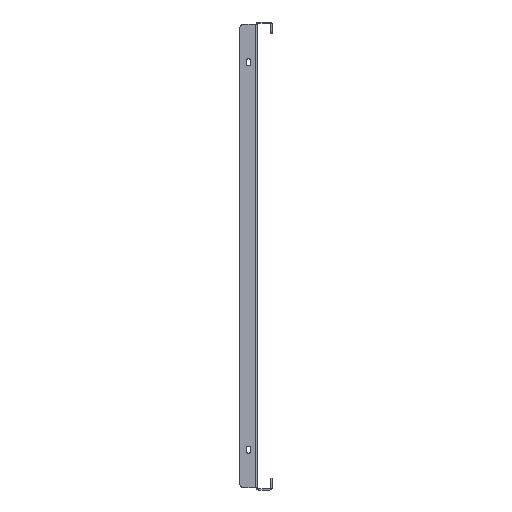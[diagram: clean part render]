
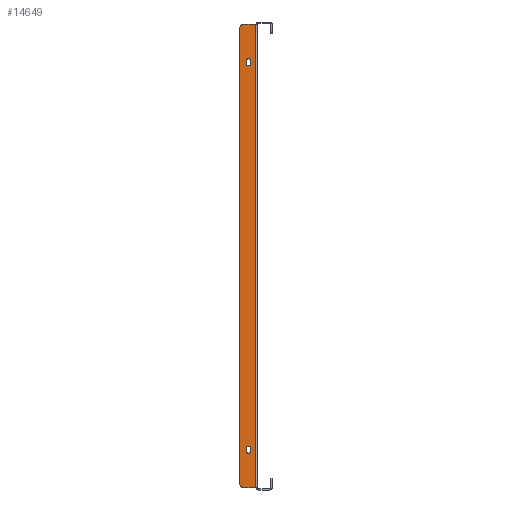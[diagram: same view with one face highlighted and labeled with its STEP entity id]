
A CAD part, left-side view. The second image highlights one B-rep face of the part: STEP entity #14649.
In plain terms, the highlighted planar face has unit normal (-1, 0, 0).
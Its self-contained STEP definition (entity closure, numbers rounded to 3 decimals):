
#37 = DIRECTION ( 'NONE',  ( 0., -1., 0. ) ) ;
#204 = CARTESIAN_POINT ( 'NONE',  ( -196., 7.25, -245.25 ) ) ;
#245 = CARTESIAN_POINT ( 'NONE',  ( -196., 12.75, 245.25 ) ) ;
#359 = CARTESIAN_POINT ( 'NONE',  ( -196., 12.75, -245.25 ) ) ;
#714 = ORIENTED_EDGE ( 'NONE', *, *, #5536, .F. ) ;
#808 = AXIS2_PLACEMENT_3D ( 'NONE', #1373, #10784, #37 ) ;
#870 = ORIENTED_EDGE ( 'NONE', *, *, #1265, .F. ) ;
#970 = VECTOR ( 'NONE', #4692, 1000. ) ;
#1080 = EDGE_CURVE ( 'NONE', #7219, #6193, #9292, .T. ) ;
#1099 = LINE ( 'NONE', #204, #11411 ) ;
#1265 = EDGE_CURVE ( 'NONE', #9156, #7801, #14904, .T. ) ;
#1357 = CARTESIAN_POINT ( 'NONE',  ( -196., 7.25, 248.75 ) ) ;
#1373 = CARTESIAN_POINT ( 'NONE',  ( -196., 16., -290.5 ) ) ;
#1527 = ORIENTED_EDGE ( 'NONE', *, *, #3503, .F. ) ;
#1959 = LINE ( 'NONE', #5487, #12902 ) ;
#2101 = CIRCLE ( 'NONE', #8867, 2.75 ) ;
#2254 = DIRECTION ( 'NONE',  ( 0., 0., 1. ) ) ;
#2329 = DIRECTION ( 'NONE',  ( -1., 0., 0. ) ) ;
#2347 = CIRCLE ( 'NONE', #10629, 2.75 ) ;
#2409 = ORIENTED_EDGE ( 'NONE', *, *, #3131, .F. ) ;
#2647 = ORIENTED_EDGE ( 'NONE', *, *, #13731, .F. ) ;
#2668 = FACE_BOUND ( 'NONE', #4118, .T. ) ;
#2796 = CIRCLE ( 'NONE', #808, 5. ) ;
#3099 = CARTESIAN_POINT ( 'NONE',  ( -196., 12.75, -245.25 ) ) ;
#3123 = CARTESIAN_POINT ( 'NONE',  ( -196., 7.25, -245.25 ) ) ;
#3131 = EDGE_CURVE ( 'NONE', #13248, #14192, #9383, .T. ) ;
#3223 = EDGE_CURVE ( 'NONE', #11424, #14192, #6776, .T. ) ;
#3285 = ORIENTED_EDGE ( 'NONE', *, *, #8127, .F. ) ;
#3322 = VERTEX_POINT ( 'NONE', #14475 ) ;
#3355 = CARTESIAN_POINT ( 'NONE',  ( -196., 10., 245.25 ) ) ;
#3356 = CARTESIAN_POINT ( 'NONE',  ( -196., 16., 295.5 ) ) ;
#3445 = ORIENTED_EDGE ( 'NONE', *, *, #5300, .F. ) ;
#3498 = DIRECTION ( 'NONE',  ( -1., 0., 0. ) ) ;
#3503 = EDGE_CURVE ( 'NONE', #5960, #5259, #10088, .T. ) ;
#3644 = DIRECTION ( 'NONE',  ( 0., -1., 0. ) ) ;
#3680 = CARTESIAN_POINT ( 'NONE',  ( -196., 21., -290.5 ) ) ;
#4118 = EDGE_LOOP ( 'NONE', ( #10209, #8437, #10167, #714 ) ) ;
#4145 = CARTESIAN_POINT ( 'NONE',  ( -196., 21., -295.5 ) ) ;
#4663 = CARTESIAN_POINT ( 'NONE',  ( -196., 16., 290.5 ) ) ;
#4692 = DIRECTION ( 'NONE',  ( 0., 0., 1. ) ) ;
#4816 = AXIS2_PLACEMENT_3D ( 'NONE', #3355, #2329, #6000 ) ;
#4981 = CARTESIAN_POINT ( 'NONE',  ( -196., 21., 290.5 ) ) ;
#5010 = DIRECTION ( 'NONE',  ( 0., 1., 0. ) ) ;
#5259 = VERTEX_POINT ( 'NONE', #12479 ) ;
#5300 = EDGE_CURVE ( 'NONE', #11424, #3322, #1959, .T. ) ;
#5322 = CIRCLE ( 'NONE', #4816, 2.75 ) ;
#5333 = PLANE ( 'NONE',  #11741 ) ;
#5396 = EDGE_CURVE ( 'NONE', #10472, #6904, #1099, .T. ) ;
#5487 = CARTESIAN_POINT ( 'NONE',  ( -196., 0., 295.5 ) ) ;
#5536 = EDGE_CURVE ( 'NONE', #12456, #7219, #13536, .T. ) ;
#5685 = VECTOR ( 'NONE', #9870, 1000. ) ;
#5703 = DIRECTION ( 'NONE',  ( 0., 1., 0. ) ) ;
#5960 = VERTEX_POINT ( 'NONE', #359 ) ;
#6000 = DIRECTION ( 'NONE',  ( 0., -1., 0. ) ) ;
#6005 = CARTESIAN_POINT ( 'NONE',  ( -196., 10., -245.25 ) ) ;
#6007 = AXIS2_PLACEMENT_3D ( 'NONE', #4663, #8431, #3644 ) ;
#6020 = VECTOR ( 'NONE', #5010, 1000. ) ;
#6193 = VERTEX_POINT ( 'NONE', #10766 ) ;
#6398 = DIRECTION ( 'NONE',  ( 0., 0., 1. ) ) ;
#6488 = VECTOR ( 'NONE', #7883, 1000. ) ;
#6651 = EDGE_CURVE ( 'NONE', #9156, #3322, #11849, .T. ) ;
#6776 = CIRCLE ( 'NONE', #6007, 5. ) ;
#6904 = VERTEX_POINT ( 'NONE', #3123 ) ;
#7072 = DIRECTION ( 'NONE',  ( 0., 1., 0. ) ) ;
#7219 = VERTEX_POINT ( 'NONE', #1357 ) ;
#7289 = DIRECTION ( 'NONE',  ( -1., 0., 0. ) ) ;
#7639 = VECTOR ( 'NONE', #6398, 1000. ) ;
#7801 = VERTEX_POINT ( 'NONE', #11222 ) ;
#7883 = DIRECTION ( 'NONE',  ( 0., 0., -1. ) ) ;
#8127 = EDGE_CURVE ( 'NONE', #5259, #10472, #2347, .T. ) ;
#8186 = VERTEX_POINT ( 'NONE', #245 ) ;
#8196 = CARTESIAN_POINT ( 'NONE',  ( -196., 21., 295.5 ) ) ;
#8280 = ORIENTED_EDGE ( 'NONE', *, *, #6651, .T. ) ;
#8431 = DIRECTION ( 'NONE',  ( -1., 0., 0. ) ) ;
#8437 = ORIENTED_EDGE ( 'NONE', *, *, #13896, .F. ) ;
#8637 = DIRECTION ( 'NONE',  ( 0., -1., 0. ) ) ;
#8867 = AXIS2_PLACEMENT_3D ( 'NONE', #6005, #3498, #5703 ) ;
#8896 = EDGE_CURVE ( 'NONE', #13248, #7801, #2796, .T. ) ;
#9156 = VERTEX_POINT ( 'NONE', #9996 ) ;
#9292 = CIRCLE ( 'NONE', #9790, 2.75 ) ;
#9383 = LINE ( 'NONE', #8196, #10288 ) ;
#9461 = ORIENTED_EDGE ( 'NONE', *, *, #5396, .F. ) ;
#9790 = AXIS2_PLACEMENT_3D ( 'NONE', #14432, #7289, #11995 ) ;
#9870 = DIRECTION ( 'NONE',  ( 0., 0., -1. ) ) ;
#9996 = CARTESIAN_POINT ( 'NONE',  ( -196., 1.5, -295.5 ) ) ;
#10088 = LINE ( 'NONE', #3099, #6488 ) ;
#10167 = ORIENTED_EDGE ( 'NONE', *, *, #1080, .F. ) ;
#10209 = ORIENTED_EDGE ( 'NONE', *, *, #12455, .F. ) ;
#10283 = DIRECTION ( 'NONE',  ( 0., -1., 0. ) ) ;
#10288 = VECTOR ( 'NONE', #12990, 1000. ) ;
#10472 = VERTEX_POINT ( 'NONE', #12522 ) ;
#10537 = CARTESIAN_POINT ( 'NONE',  ( -196., 10., -248.75 ) ) ;
#10629 = AXIS2_PLACEMENT_3D ( 'NONE', #10537, #11939, #7072 ) ;
#10766 = CARTESIAN_POINT ( 'NONE',  ( -196., 12.75, 248.75 ) ) ;
#10784 = DIRECTION ( 'NONE',  ( -1., 0., 0. ) ) ;
#11126 = CARTESIAN_POINT ( 'NONE',  ( -196., 7.25, 245.25 ) ) ;
#11138 = LINE ( 'NONE', #12380, #5685 ) ;
#11222 = CARTESIAN_POINT ( 'NONE',  ( -196., 16., -295.5 ) ) ;
#11411 = VECTOR ( 'NONE', #2254, 1000. ) ;
#11424 = VERTEX_POINT ( 'NONE', #3356 ) ;
#11647 = EDGE_LOOP ( 'NONE', ( #2647, #9461, #3285, #1527 ) ) ;
#11741 = AXIS2_PLACEMENT_3D ( 'NONE', #14599, #12242, #8637 ) ;
#11835 = CARTESIAN_POINT ( 'NONE',  ( -196., 7.25, 245.25 ) ) ;
#11849 = LINE ( 'NONE', #15463, #970 ) ;
#11939 = DIRECTION ( 'NONE',  ( -1., 0., 0. ) ) ;
#11995 = DIRECTION ( 'NONE',  ( 0., -1., 0. ) ) ;
#12242 = DIRECTION ( 'NONE',  ( -1., 0., 0. ) ) ;
#12380 = CARTESIAN_POINT ( 'NONE',  ( -196., 12.75, 245.25 ) ) ;
#12455 = EDGE_CURVE ( 'NONE', #8186, #12456, #5322, .T. ) ;
#12456 = VERTEX_POINT ( 'NONE', #11835 ) ;
#12479 = CARTESIAN_POINT ( 'NONE',  ( -196., 12.75, -248.75 ) ) ;
#12522 = CARTESIAN_POINT ( 'NONE',  ( -196., 7.25, -248.75 ) ) ;
#12801 = ORIENTED_EDGE ( 'NONE', *, *, #3223, .T. ) ;
#12902 = VECTOR ( 'NONE', #10283, 1000. ) ;
#12990 = DIRECTION ( 'NONE',  ( 0., 0., 1. ) ) ;
#13248 = VERTEX_POINT ( 'NONE', #3680 ) ;
#13417 = ORIENTED_EDGE ( 'NONE', *, *, #8896, .T. ) ;
#13491 = FACE_OUTER_BOUND ( 'NONE', #15139, .T. ) ;
#13536 = LINE ( 'NONE', #11126, #7639 ) ;
#13657 = FACE_BOUND ( 'NONE', #11647, .T. ) ;
#13731 = EDGE_CURVE ( 'NONE', #6904, #5960, #2101, .T. ) ;
#13896 = EDGE_CURVE ( 'NONE', #6193, #8186, #11138, .T. ) ;
#14192 = VERTEX_POINT ( 'NONE', #4981 ) ;
#14432 = CARTESIAN_POINT ( 'NONE',  ( -196., 10., 248.75 ) ) ;
#14475 = CARTESIAN_POINT ( 'NONE',  ( -196., 1.5, 295.5 ) ) ;
#14599 = CARTESIAN_POINT ( 'NONE',  ( -196., 0., 0. ) ) ;
#14649 = ADVANCED_FACE ( 'NONE', ( #2668, #13657, #13491 ), #5333, .T. ) ;
#14904 = LINE ( 'NONE', #4145, #6020 ) ;
#15139 = EDGE_LOOP ( 'NONE', ( #3445, #12801, #2409, #13417, #870, #8280 ) ) ;
#15463 = CARTESIAN_POINT ( 'NONE',  ( -196., 1.5, 0. ) ) ;
